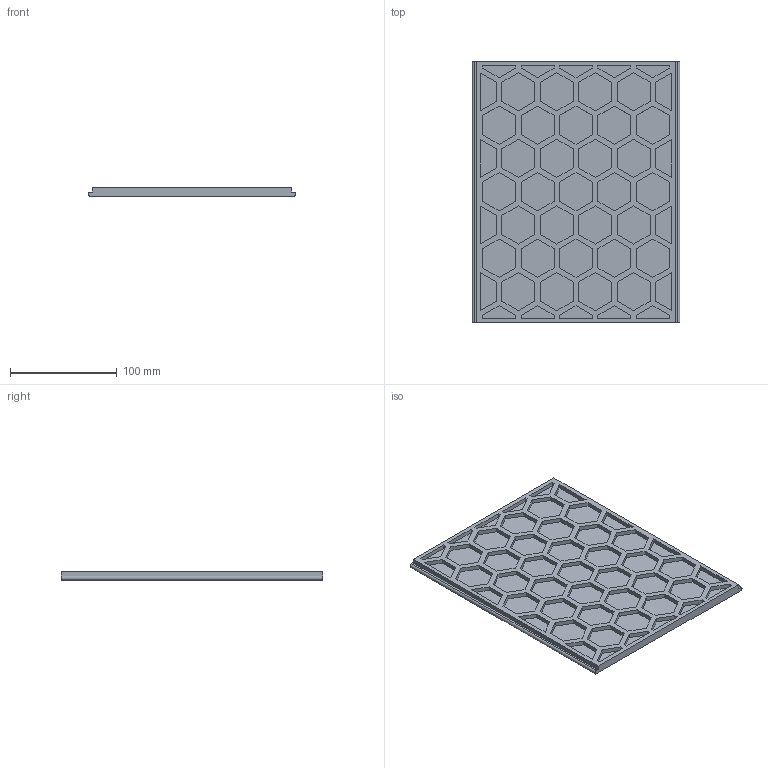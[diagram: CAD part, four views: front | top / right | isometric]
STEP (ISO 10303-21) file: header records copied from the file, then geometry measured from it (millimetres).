
FILE_DESCRIPTION(('FreeCAD Model'),'2;1');
FILE_NAME('Open CASCADE Shape Model','2023-11-14T20:26:53',(''),(''), 'Open CASCADE STEP processor 7.7','FreeCAD','Unknown');
FILE_SCHEMA(('AUTOMOTIVE_DESIGN { 1 0 10303 214 1 1 1 1 }'));
Length unit declared in the file: millimetre
Products named in the file (1): Cut
Bounding box: 194.8 x 245 x 7.9 mm (x, y, z)
Volume: 243320.5 mm3; surface area: 120522.9 mm2
Topology: 1 solids, 1 shells, 331 faces, 840 edges, 560 vertices
Faces by surface type: plane 329, cylinder 2
Entity records: 20632 total; most frequent: CARTESIAN_POINT 3516, DIRECTION 3104, LINE 2432, VECTOR 2432, ORIENTED_EDGE 1680, PCURVE 1680, DEFINITIONAL_REPRESENTATION 1680, EDGE_CURVE 840
